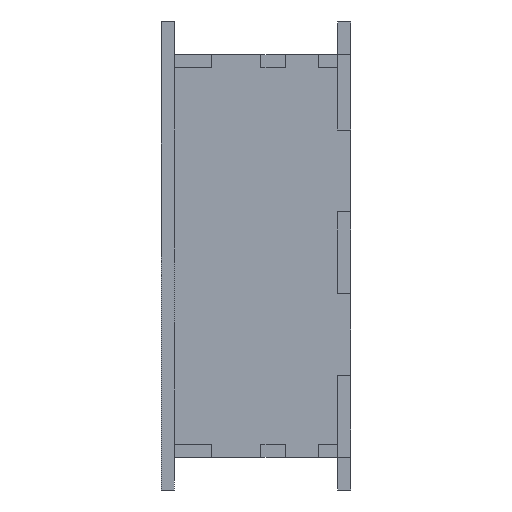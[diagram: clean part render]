
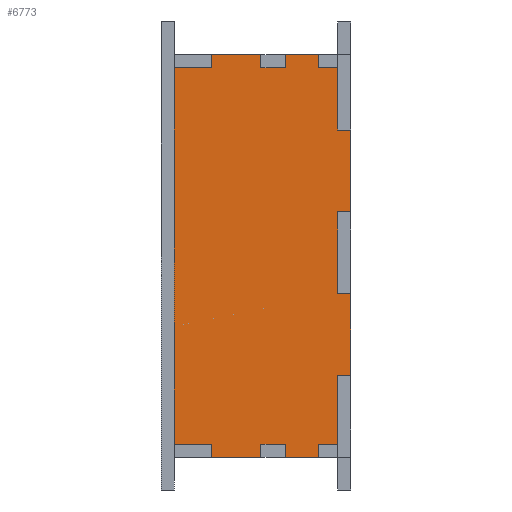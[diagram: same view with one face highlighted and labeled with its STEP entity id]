
A CAD part, left-side view. The second image highlights one B-rep face of the part: STEP entity #6773.
In plain terms, the highlighted planar face has unit normal (-1, 0, 0).
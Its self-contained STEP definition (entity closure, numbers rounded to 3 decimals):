
#430=FACE_OUTER_BOUND('',#783,.T.);
#783=EDGE_LOOP('',(#5465,#5466,#5467,#5468,#5469,#5470,#5471,#5472,#5473,
#5474,#5475,#5476,#5477,#5478,#5479,#5480,#5481,#5482,#5483,#5484,#5485,
#5486,#5487,#5488,#5489,#5490,#5491,#5492,#5493,#5494,#5495,#5496,#5497,
#5498,#5499,#5500));
#1485=LINE('',#10071,#2366);
#1490=LINE('',#10082,#2371);
#1494=LINE('',#10091,#2375);
#1498=LINE('',#10098,#2379);
#1500=LINE('',#10103,#2381);
#1504=LINE('',#10110,#2385);
#1506=LINE('',#10115,#2387);
#1508=LINE('',#10118,#2389);
#1539=LINE('',#10179,#2420);
#1542=LINE('',#10185,#2423);
#1544=LINE('',#10189,#2425);
#1547=LINE('',#10194,#2428);
#1549=LINE('',#10198,#2430);
#1551=LINE('',#10202,#2432);
#1553=LINE('',#10206,#2434);
#1554=LINE('',#10208,#2435);
#1555=LINE('',#10210,#2436);
#1556=LINE('',#10213,#2437);
#1557=LINE('',#10215,#2438);
#1558=LINE('',#10217,#2439);
#1559=LINE('',#10219,#2440);
#1560=LINE('',#10221,#2441);
#1561=LINE('',#10223,#2442);
#1562=LINE('',#10225,#2443);
#1563=LINE('',#10227,#2444);
#1564=LINE('',#10229,#2445);
#1565=LINE('',#10231,#2446);
#1566=LINE('',#10233,#2447);
#1567=LINE('',#10235,#2448);
#1568=LINE('',#10237,#2449);
#1569=LINE('',#10239,#2450);
#1570=LINE('',#10241,#2451);
#1571=LINE('',#10243,#2452);
#1572=LINE('',#10245,#2453);
#1573=LINE('',#10246,#2454);
#1574=LINE('',#10247,#2455);
#2366=VECTOR('',#8209,10.);
#2371=VECTOR('',#8216,10.);
#2375=VECTOR('',#8222,10.);
#2379=VECTOR('',#8228,10.);
#2381=VECTOR('',#8232,10.);
#2385=VECTOR('',#8238,10.);
#2387=VECTOR('',#8242,10.);
#2389=VECTOR('',#8246,10.);
#2420=VECTOR('',#8281,10.);
#2423=VECTOR('',#8286,10.);
#2425=VECTOR('',#8290,10.);
#2428=VECTOR('',#8295,10.);
#2430=VECTOR('',#8299,10.);
#2432=VECTOR('',#8303,10.);
#2434=VECTOR('',#8307,10.);
#2435=VECTOR('',#8310,10.);
#2436=VECTOR('',#8313,10.);
#2437=VECTOR('',#8316,10.);
#2438=VECTOR('',#8317,10.);
#2439=VECTOR('',#8318,10.);
#2440=VECTOR('',#8319,10.);
#2441=VECTOR('',#8320,10.);
#2442=VECTOR('',#8321,10.);
#2443=VECTOR('',#8322,10.);
#2444=VECTOR('',#8323,10.);
#2445=VECTOR('',#8324,10.);
#2446=VECTOR('',#8325,10.);
#2447=VECTOR('',#8326,10.);
#2448=VECTOR('',#8327,10.);
#2449=VECTOR('',#8328,10.);
#2450=VECTOR('',#8329,10.);
#2451=VECTOR('',#8330,10.);
#2452=VECTOR('',#8331,10.);
#2453=VECTOR('',#8332,10.);
#2454=VECTOR('',#8333,10.);
#2455=VECTOR('',#8334,10.);
#3093=VERTEX_POINT('',#10068);
#3094=VERTEX_POINT('',#10070);
#3098=VERTEX_POINT('',#10079);
#3099=VERTEX_POINT('',#10081);
#3102=VERTEX_POINT('',#10088);
#3103=VERTEX_POINT('',#10090);
#3105=VERTEX_POINT('',#10095);
#3106=VERTEX_POINT('',#10100);
#3109=VERTEX_POINT('',#10107);
#3110=VERTEX_POINT('',#10112);
#3138=VERTEX_POINT('',#10176);
#3139=VERTEX_POINT('',#10178);
#3140=VERTEX_POINT('',#10182);
#3141=VERTEX_POINT('',#10184);
#3142=VERTEX_POINT('',#10188);
#3143=VERTEX_POINT('',#10192);
#3144=VERTEX_POINT('',#10196);
#3145=VERTEX_POINT('',#10200);
#3146=VERTEX_POINT('',#10204);
#3147=VERTEX_POINT('',#10212);
#3148=VERTEX_POINT('',#10214);
#3149=VERTEX_POINT('',#10216);
#3150=VERTEX_POINT('',#10218);
#3151=VERTEX_POINT('',#10220);
#3152=VERTEX_POINT('',#10222);
#3153=VERTEX_POINT('',#10224);
#3154=VERTEX_POINT('',#10226);
#3155=VERTEX_POINT('',#10228);
#3156=VERTEX_POINT('',#10230);
#3157=VERTEX_POINT('',#10232);
#3158=VERTEX_POINT('',#10234);
#3159=VERTEX_POINT('',#10236);
#3160=VERTEX_POINT('',#10238);
#3161=VERTEX_POINT('',#10240);
#3162=VERTEX_POINT('',#10242);
#3163=VERTEX_POINT('',#10244);
#3901=EDGE_CURVE('',#3094,#3093,#1485,.T.);
#3906=EDGE_CURVE('',#3099,#3098,#1490,.T.);
#3910=EDGE_CURVE('',#3103,#3102,#1494,.T.);
#3914=EDGE_CURVE('',#3105,#3094,#1498,.T.);
#3916=EDGE_CURVE('',#3098,#3106,#1500,.T.);
#3920=EDGE_CURVE('',#3109,#3099,#1504,.T.);
#3922=EDGE_CURVE('',#3102,#3110,#1506,.T.);
#3924=EDGE_CURVE('',#3110,#3109,#1508,.T.);
#3955=EDGE_CURVE('',#3139,#3138,#1539,.T.);
#3958=EDGE_CURVE('',#3141,#3140,#1542,.T.);
#3960=EDGE_CURVE('',#3142,#3103,#1544,.T.);
#3963=EDGE_CURVE('',#3143,#3142,#1547,.T.);
#3965=EDGE_CURVE('',#3138,#3144,#1549,.T.);
#3967=EDGE_CURVE('',#3145,#3139,#1551,.T.);
#3969=EDGE_CURVE('',#3140,#3146,#1553,.T.);
#3970=EDGE_CURVE('',#3145,#3146,#1554,.T.);
#3971=EDGE_CURVE('',#3143,#3144,#1555,.T.);
#3972=EDGE_CURVE('',#3093,#3147,#1556,.T.);
#3973=EDGE_CURVE('',#3147,#3148,#1557,.T.);
#3974=EDGE_CURVE('',#3148,#3149,#1558,.T.);
#3975=EDGE_CURVE('',#3149,#3150,#1559,.T.);
#3976=EDGE_CURVE('',#3150,#3151,#1560,.T.);
#3977=EDGE_CURVE('',#3151,#3152,#1561,.T.);
#3978=EDGE_CURVE('',#3152,#3153,#1562,.T.);
#3979=EDGE_CURVE('',#3153,#3154,#1563,.T.);
#3980=EDGE_CURVE('',#3154,#3155,#1564,.T.);
#3981=EDGE_CURVE('',#3156,#3155,#1565,.T.);
#3982=EDGE_CURVE('',#3157,#3156,#1566,.T.);
#3983=EDGE_CURVE('',#3158,#3157,#1567,.T.);
#3984=EDGE_CURVE('',#3159,#3158,#1568,.T.);
#3985=EDGE_CURVE('',#3160,#3159,#1569,.T.);
#3986=EDGE_CURVE('',#3161,#3160,#1570,.T.);
#3987=EDGE_CURVE('',#3162,#3161,#1571,.T.);
#3988=EDGE_CURVE('',#3163,#3162,#1572,.T.);
#3989=EDGE_CURVE('',#3141,#3163,#1573,.T.);
#3990=EDGE_CURVE('',#3106,#3105,#1574,.T.);
#5465=ORIENTED_EDGE('',*,*,#3901,.T.);
#5466=ORIENTED_EDGE('',*,*,#3972,.T.);
#5467=ORIENTED_EDGE('',*,*,#3973,.T.);
#5468=ORIENTED_EDGE('',*,*,#3974,.T.);
#5469=ORIENTED_EDGE('',*,*,#3975,.T.);
#5470=ORIENTED_EDGE('',*,*,#3976,.T.);
#5471=ORIENTED_EDGE('',*,*,#3977,.T.);
#5472=ORIENTED_EDGE('',*,*,#3978,.T.);
#5473=ORIENTED_EDGE('',*,*,#3979,.T.);
#5474=ORIENTED_EDGE('',*,*,#3980,.T.);
#5475=ORIENTED_EDGE('',*,*,#3981,.F.);
#5476=ORIENTED_EDGE('',*,*,#3982,.F.);
#5477=ORIENTED_EDGE('',*,*,#3983,.F.);
#5478=ORIENTED_EDGE('',*,*,#3984,.F.);
#5479=ORIENTED_EDGE('',*,*,#3985,.F.);
#5480=ORIENTED_EDGE('',*,*,#3986,.F.);
#5481=ORIENTED_EDGE('',*,*,#3987,.F.);
#5482=ORIENTED_EDGE('',*,*,#3988,.F.);
#5483=ORIENTED_EDGE('',*,*,#3989,.F.);
#5484=ORIENTED_EDGE('',*,*,#3958,.T.);
#5485=ORIENTED_EDGE('',*,*,#3969,.T.);
#5486=ORIENTED_EDGE('',*,*,#3970,.F.);
#5487=ORIENTED_EDGE('',*,*,#3967,.T.);
#5488=ORIENTED_EDGE('',*,*,#3955,.T.);
#5489=ORIENTED_EDGE('',*,*,#3965,.T.);
#5490=ORIENTED_EDGE('',*,*,#3971,.F.);
#5491=ORIENTED_EDGE('',*,*,#3963,.T.);
#5492=ORIENTED_EDGE('',*,*,#3960,.T.);
#5493=ORIENTED_EDGE('',*,*,#3910,.T.);
#5494=ORIENTED_EDGE('',*,*,#3922,.T.);
#5495=ORIENTED_EDGE('',*,*,#3924,.T.);
#5496=ORIENTED_EDGE('',*,*,#3920,.T.);
#5497=ORIENTED_EDGE('',*,*,#3906,.T.);
#5498=ORIENTED_EDGE('',*,*,#3916,.T.);
#5499=ORIENTED_EDGE('',*,*,#3990,.T.);
#5500=ORIENTED_EDGE('',*,*,#3914,.T.);
#6475=PLANE('',#7137);
#6773=ADVANCED_FACE('',(#430),#6475,.F.);
#7137=AXIS2_PLACEMENT_3D('',#10211,#8314,#8315);
#8209=DIRECTION('',(0.,0.,1.));
#8216=DIRECTION('',(0.,0.,1.));
#8222=DIRECTION('',(0.,0.,1.));
#8228=DIRECTION('',(0.,1.,0.));
#8232=DIRECTION('',(0.,-1.,0.));
#8238=DIRECTION('',(0.,1.,0.));
#8242=DIRECTION('',(0.,-1.,0.));
#8246=DIRECTION('',(0.,0.,1.));
#8281=DIRECTION('',(0.,-1.,0.));
#8286=DIRECTION('',(0.,-1.,0.));
#8290=DIRECTION('',(0.,-1.,0.));
#8295=DIRECTION('',(0.,0.,1.));
#8299=DIRECTION('',(0.,0.,-1.));
#8303=DIRECTION('',(0.,0.,1.));
#8307=DIRECTION('',(0.,0.,-1.));
#8310=DIRECTION('',(0.,1.,0.));
#8313=DIRECTION('',(0.,1.,0.));
#8314=DIRECTION('center_axis',(1.,0.,0.));
#8315=DIRECTION('ref_axis',(0.,0.,-1.));
#8316=DIRECTION('',(0.,1.,0.));
#8317=DIRECTION('',(0.,0.,1.));
#8318=DIRECTION('',(0.,1.,0.));
#8319=DIRECTION('',(0.,0.,-1.));
#8320=DIRECTION('',(0.,1.,0.));
#8321=DIRECTION('',(0.,0.,1.));
#8322=DIRECTION('',(0.,1.,0.));
#8323=DIRECTION('',(0.,0.,-1.));
#8324=DIRECTION('',(0.,1.,0.));
#8325=DIRECTION('',(0.,0.,1.));
#8326=DIRECTION('',(0.,1.,0.));
#8327=DIRECTION('',(0.,0.,1.));
#8328=DIRECTION('',(0.,-1.,0.));
#8329=DIRECTION('',(0.,0.,1.));
#8330=DIRECTION('',(0.,1.,0.));
#8331=DIRECTION('',(0.,0.,1.));
#8332=DIRECTION('',(0.,-1.,0.));
#8333=DIRECTION('',(0.,0.,1.));
#8334=DIRECTION('',(0.,0.,1.));
#10068=CARTESIAN_POINT('',(0.,8.,238.));
#10070=CARTESIAN_POINT('',(0.,8.,200.));
#10071=CARTESIAN_POINT('',(0.,8.,123.));
#10079=CARTESIAN_POINT('',(0.,8.,150.));
#10081=CARTESIAN_POINT('',(0.,8.,100.));
#10082=CARTESIAN_POINT('',(0.,8.,123.));
#10088=CARTESIAN_POINT('',(0.,8.,50.));
#10090=CARTESIAN_POINT('',(0.,8.,8.));
#10091=CARTESIAN_POINT('',(0.,8.,123.));
#10095=CARTESIAN_POINT('',(0.,0.,200.));
#10098=CARTESIAN_POINT('',(0.,29.,200.));
#10100=CARTESIAN_POINT('',(0.,0.,150.));
#10103=CARTESIAN_POINT('',(0.,29.,150.));
#10107=CARTESIAN_POINT('',(0.,0.,100.));
#10110=CARTESIAN_POINT('',(0.,29.,100.));
#10112=CARTESIAN_POINT('',(0.,0.,50.));
#10115=CARTESIAN_POINT('',(0.,29.,50.));
#10118=CARTESIAN_POINT('',(0.,0.,0.));
#10176=CARTESIAN_POINT('',(0.,40.,8.));
#10178=CARTESIAN_POINT('',(0.,55.,8.));
#10179=CARTESIAN_POINT('',(0.,58.,8.));
#10182=CARTESIAN_POINT('',(0.,85.,8.));
#10184=CARTESIAN_POINT('',(0.,116.,8.));
#10185=CARTESIAN_POINT('',(0.,58.,8.));
#10188=CARTESIAN_POINT('',(0.,20.,8.));
#10189=CARTESIAN_POINT('',(0.,58.,8.));
#10192=CARTESIAN_POINT('',(0.,20.,0.));
#10194=CARTESIAN_POINT('',(0.,20.,61.5));
#10196=CARTESIAN_POINT('',(0.,40.,0.));
#10198=CARTESIAN_POINT('',(0.,40.,61.5));
#10200=CARTESIAN_POINT('',(0.,55.,0.));
#10202=CARTESIAN_POINT('',(0.,55.,61.5));
#10204=CARTESIAN_POINT('',(0.,85.,0.));
#10206=CARTESIAN_POINT('',(0.,85.,61.5));
#10208=CARTESIAN_POINT('',(0.,0.,0.));
#10210=CARTESIAN_POINT('',(0.,0.,0.));
#10211=CARTESIAN_POINT('Origin',(0.,58.,123.));
#10212=CARTESIAN_POINT('',(0.,20.,238.));
#10213=CARTESIAN_POINT('',(0.,58.,238.));
#10214=CARTESIAN_POINT('',(0.,20.,246.));
#10215=CARTESIAN_POINT('',(0.,20.,180.5));
#10216=CARTESIAN_POINT('',(0.,40.,246.));
#10217=CARTESIAN_POINT('',(0.,0.,246.));
#10218=CARTESIAN_POINT('',(0.,40.,238.));
#10219=CARTESIAN_POINT('',(0.,40.,180.5));
#10220=CARTESIAN_POINT('',(0.,55.,238.));
#10221=CARTESIAN_POINT('',(0.,58.,238.));
#10222=CARTESIAN_POINT('',(0.,55.,246.));
#10223=CARTESIAN_POINT('',(0.,55.,180.5));
#10224=CARTESIAN_POINT('',(0.,85.,246.));
#10225=CARTESIAN_POINT('',(0.,0.,246.));
#10226=CARTESIAN_POINT('',(0.,85.,238.));
#10227=CARTESIAN_POINT('',(0.,85.,180.5));
#10228=CARTESIAN_POINT('',(0.,116.,238.));
#10229=CARTESIAN_POINT('',(0.,58.,238.));
#10230=CARTESIAN_POINT('',(0.,116.,200.));
#10231=CARTESIAN_POINT('',(0.,116.,200.));
#10232=CARTESIAN_POINT('',(0.,108.,200.));
#10233=CARTESIAN_POINT('',(0.,108.,200.));
#10234=CARTESIAN_POINT('',(0.,108.,130.));
#10235=CARTESIAN_POINT('',(0.,108.,130.));
#10236=CARTESIAN_POINT('',(0.,116.,130.));
#10237=CARTESIAN_POINT('',(0.,116.,130.));
#10238=CARTESIAN_POINT('',(0.,116.,80.));
#10239=CARTESIAN_POINT('',(0.,116.,80.));
#10240=CARTESIAN_POINT('',(0.,108.,80.));
#10241=CARTESIAN_POINT('',(0.,108.,80.));
#10242=CARTESIAN_POINT('',(0.,108.,30.));
#10243=CARTESIAN_POINT('',(0.,108.,30.));
#10244=CARTESIAN_POINT('',(0.,116.,30.));
#10245=CARTESIAN_POINT('',(0.,116.,30.));
#10246=CARTESIAN_POINT('',(0.,116.,0.));
#10247=CARTESIAN_POINT('',(0.,0.,0.));
